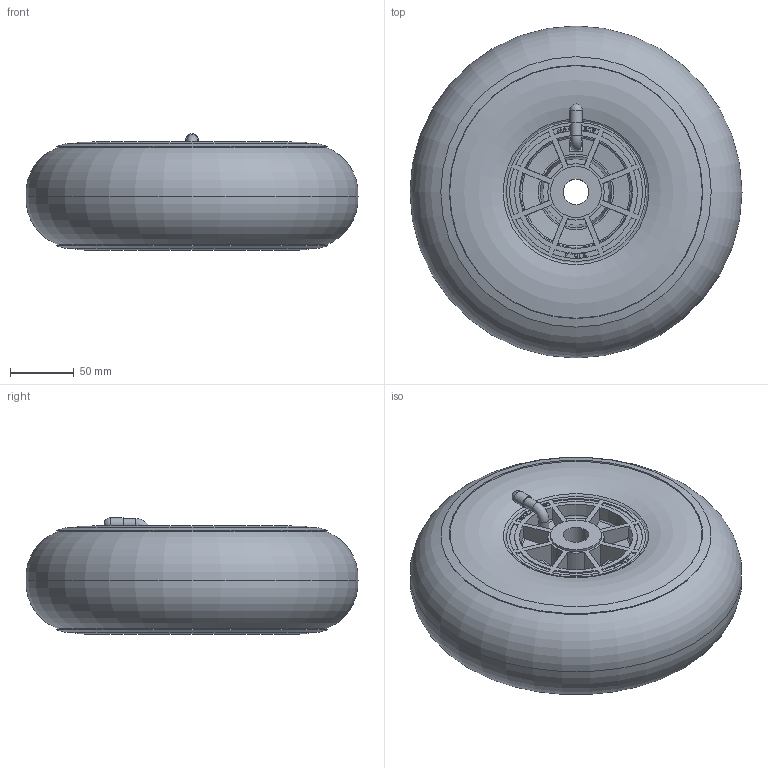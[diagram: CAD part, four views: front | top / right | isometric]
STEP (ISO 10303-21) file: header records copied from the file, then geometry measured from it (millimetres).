
FILE_DESCRIPTION (( 'STEP AP214' ), '1' );
FILE_NAME ('0017342_LRK2-260-85-75-R20_DUMMY.step', '2018-05-28T11:34:07', ( '' ), ( '' ), 'SwSTEP 2.0', 'SolidWorks 2018', '' );
FILE_SCHEMA (( 'AUTOMOTIVE_DESIGN' ));
Length unit declared in the file: millimetre
Products named in the file (1): 0017342_LRK2-260-85-75-R20_DUMMY
Bounding box: 260 x 260 x 91.27 mm (x, y, z)
Volume: 3538938.1 mm3; surface area: 239013.4 mm2
Topology: 4 solids, 4 shells, 486 faces, 1304 edges, 849 vertices
Faces by surface type: plane 264, cylinder 76, cone 57, bspline 52, torus 36, sphere 1
Full cylindrical faces by diameter (mm): 8.2 x2, 9.7 x1, 20 x1, 40 x2, 72 x1, 99 x2, 100 x1, 110 x2
Entity records: 23600 total; most frequent: CARTESIAN_POINT 6596, ORIENTED_EDGE 2502, DIRECTION 2170, EDGE_CURVE 1251, VERTEX_POINT 837, AXIS2_PLACEMENT_3D 735, LINE 700, VECTOR 700
